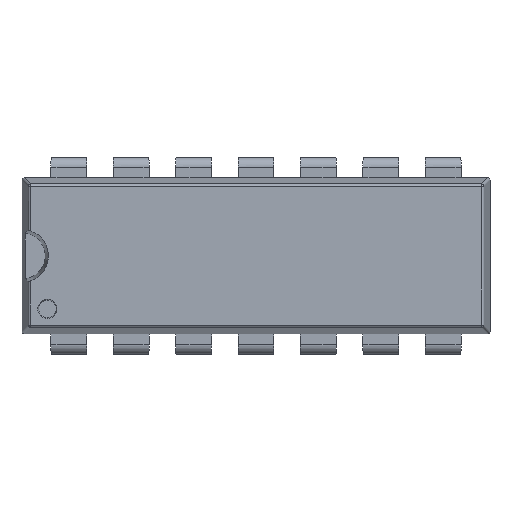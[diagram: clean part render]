
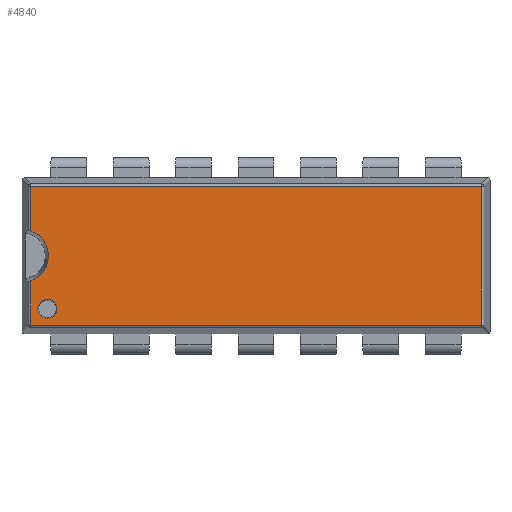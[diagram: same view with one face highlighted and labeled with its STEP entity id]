
A CAD part, top view. The second image highlights one B-rep face of the part: STEP entity #4840.
In plain terms, the highlighted planar face has unit normal (0, 0, 1).
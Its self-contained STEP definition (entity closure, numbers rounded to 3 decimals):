
#101=FACE_BOUND('',#733,.T.);
#276=PLANE('',#5133);
#461=FACE_OUTER_BOUND('',#732,.T.);
#732=EDGE_LOOP('',(#3527,#3528,#3529,#3530,#3531,#3532));
#733=EDGE_LOOP('',(#3533,#3534));
#1116=LINE('',#7295,#1672);
#1117=LINE('',#7297,#1673);
#1118=LINE('',#7299,#1674);
#1119=LINE('',#7301,#1675);
#1120=LINE('',#7302,#1676);
#1672=VECTOR('',#5754,1000.);
#1673=VECTOR('',#5755,1000.);
#1674=VECTOR('',#5756,1000.);
#1675=VECTOR('',#5757,1000.);
#1676=VECTOR('',#5758,1000.);
#2085=CIRCLE('',#5095,0.389);
#2086=CIRCLE('',#5096,0.389);
#2087=CIRCLE('',#5134,1.075);
#2171=VERTEX_POINT('',#6943);
#2172=VERTEX_POINT('',#6945);
#2313=VERTEX_POINT('',#7291);
#2314=VERTEX_POINT('',#7292);
#2315=VERTEX_POINT('',#7294);
#2316=VERTEX_POINT('',#7296);
#2317=VERTEX_POINT('',#7298);
#2318=VERTEX_POINT('',#7300);
#2630=EDGE_CURVE('',#2171,#2172,#2085,.T.);
#2631=EDGE_CURVE('',#2172,#2171,#2086,.T.);
#2786=EDGE_CURVE('',#2313,#2314,#2087,.T.);
#2787=EDGE_CURVE('',#2313,#2315,#1116,.T.);
#2788=EDGE_CURVE('',#2315,#2316,#1117,.T.);
#2789=EDGE_CURVE('',#2316,#2317,#1118,.T.);
#2790=EDGE_CURVE('',#2317,#2318,#1119,.T.);
#2791=EDGE_CURVE('',#2318,#2314,#1120,.T.);
#3527=ORIENTED_EDGE('',*,*,#2786,.F.);
#3528=ORIENTED_EDGE('',*,*,#2787,.T.);
#3529=ORIENTED_EDGE('',*,*,#2788,.T.);
#3530=ORIENTED_EDGE('',*,*,#2789,.T.);
#3531=ORIENTED_EDGE('',*,*,#2790,.T.);
#3532=ORIENTED_EDGE('',*,*,#2791,.T.);
#3533=ORIENTED_EDGE('',*,*,#2631,.F.);
#3534=ORIENTED_EDGE('',*,*,#2630,.F.);
#4840=ADVANCED_FACE('',(#461,#101),#276,.T.);
#5095=AXIS2_PLACEMENT_3D('',#6946,#5530,#5531);
#5096=AXIS2_PLACEMENT_3D('',#6947,#5532,#5533);
#5133=AXIS2_PLACEMENT_3D('',#7290,#5750,#5751);
#5134=AXIS2_PLACEMENT_3D('',#7293,#5752,#5753);
#5530=DIRECTION('center_axis',(0.,0.,1.));
#5531=DIRECTION('ref_axis',(0.,-1.,0.));
#5532=DIRECTION('center_axis',(0.,0.,1.));
#5533=DIRECTION('ref_axis',(0.,-1.,0.));
#5750=DIRECTION('center_axis',(0.,0.,1.));
#5751=DIRECTION('ref_axis',(0.,-1.,0.));
#5752=DIRECTION('center_axis',(0.,0.,1.));
#5753=DIRECTION('ref_axis',(0.,-1.,0.));
#5754=DIRECTION('',(0.,-1.,0.));
#5755=DIRECTION('',(1.,0.,0.));
#5756=DIRECTION('',(0.,1.,0.));
#5757=DIRECTION('',(-1.,0.,0.));
#5758=DIRECTION('',(0.,-1.,0.));
#6943=CARTESIAN_POINT('',(-8.491,-1.741,3.3));
#6945=CARTESIAN_POINT('',(-8.491,-2.519,3.3));
#6946=CARTESIAN_POINT('Origin',(-8.491,-2.13,3.3));
#6947=CARTESIAN_POINT('Origin',(-8.491,-2.13,3.3));
#7290=CARTESIAN_POINT('Origin',(-9.525,3.205,3.3));
#7291=CARTESIAN_POINT('',(-9.175,-0.986,3.3));
#7292=CARTESIAN_POINT('',(-9.175,1.046,3.3));
#7293=CARTESIAN_POINT('Origin',(-9.525,0.03,3.3));
#7294=CARTESIAN_POINT('',(-9.175,-2.795,3.3));
#7295=CARTESIAN_POINT('',(-9.175,-2.879,3.3));
#7296=CARTESIAN_POINT('',(9.175,-2.795,3.3));
#7297=CARTESIAN_POINT('',(9.259,-2.795,3.3));
#7298=CARTESIAN_POINT('',(9.175,2.855,3.3));
#7299=CARTESIAN_POINT('',(9.175,2.939,3.3));
#7300=CARTESIAN_POINT('',(-9.175,2.855,3.3));
#7301=CARTESIAN_POINT('',(-9.259,2.855,3.3));
#7302=CARTESIAN_POINT('',(-9.175,1.071,3.3));
